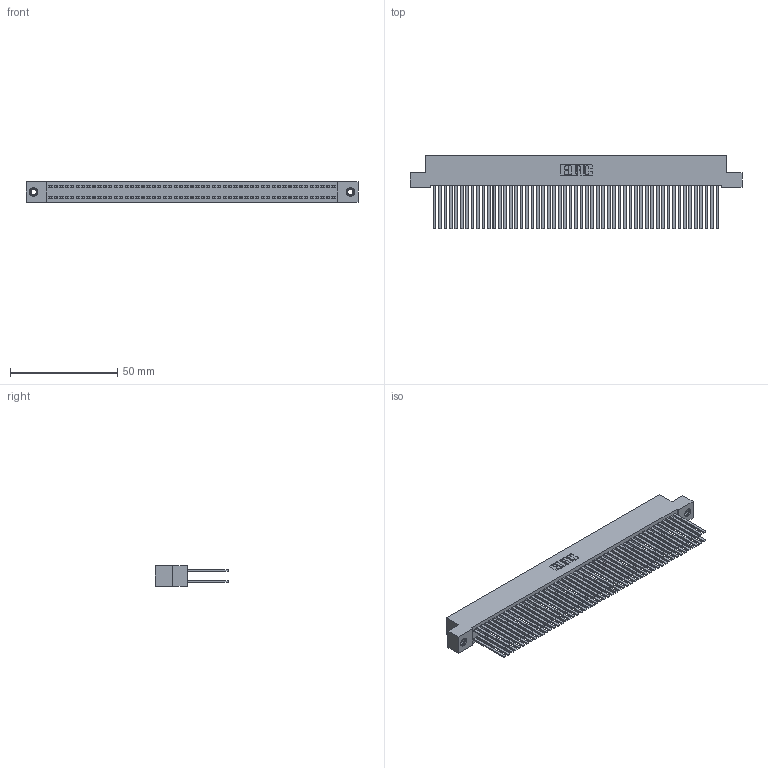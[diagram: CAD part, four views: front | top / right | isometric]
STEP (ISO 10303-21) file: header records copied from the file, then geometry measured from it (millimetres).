
FILE_DESCRIPTION (( 'STEP AP203' ), '1' );
FILE_NAME ('392-106-544-207.STEP', '2018-08-18T20:25:18', ( '' ), ( '' ), 'SwSTEP 2.0', 'SolidWorks 2016', '' );
FILE_SCHEMA (( 'CONFIG_CONTROL_DESIGN' ));
Length unit declared in the file: inch
Products named in the file (4): 342 Part_TI; 345-292-001_345-293-144; 345-250-001_345-250-005-103; 392-106-544-207
Assembly tree (109 placements, depth 2):
  392-106-544-207
    342 Part_TI
    345-292-001_345-293-144  x106
    345-250-001_345-250-005-103  x2
Bounding box: 154.94 x 34.3 x 9.4 mm (x, y, z)
Volume: 15446.6 mm3; surface area: 29555.1 mm2
Topology: 109 solids, 109 shells, 5046 faces, 14957 edges, 9822 vertices
Faces by surface type: plane 3490, cylinder 1540, cone 12, torus 4
Entity records: 33544 total; most frequent: CARTESIAN_POINT 5525, ORIENTED_EDGE 5454, DIRECTION 4729, EDGE_CURVE 2727, VECTOR 2583, LINE 2583, VERTEX_POINT 1812, AXIS2_PLACEMENT_3D 1073
